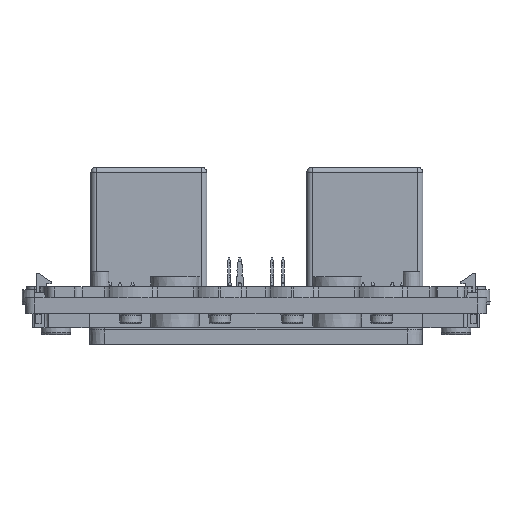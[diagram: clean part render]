
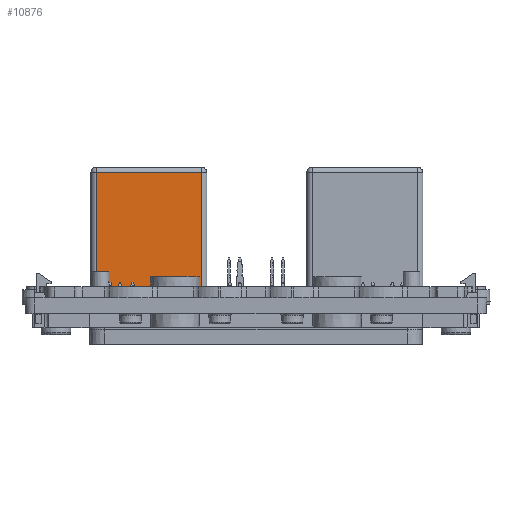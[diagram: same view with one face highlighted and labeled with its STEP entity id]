
A CAD part, left-side view. The second image highlights one B-rep face of the part: STEP entity #10876.
In plain terms, the highlighted planar face has unit normal (-1, 0, 0).
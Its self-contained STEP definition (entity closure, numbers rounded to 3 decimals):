
#10876 = ADVANCED_FACE( '', ( #22459 ), #22460, .F. );
#22459 = FACE_OUTER_BOUND( '', #34527, .T. );
#22460 = PLANE( '', #34528 );
#34527 = EDGE_LOOP( '', ( #68939, #68940, #68941, #68942 ) );
#34528 = AXIS2_PLACEMENT_3D( '', #68943, #68944, #68945 );
#68939 = ORIENTED_EDGE( '', *, *, #80609, .F. );
#68940 = ORIENTED_EDGE( '', *, *, #81729, .F. );
#68941 = ORIENTED_EDGE( '', *, *, #76867, .F. );
#68942 = ORIENTED_EDGE( '', *, *, #74998, .F. );
#68943 = CARTESIAN_POINT( '', ( -34., -8.6, 14. ) );
#68944 = DIRECTION( '', ( 1., 0., 0. ) );
#68945 = DIRECTION( '', ( 0., 0., 1. ) );
#74998 = EDGE_CURVE( '', #91792, #92605, #92607, .T. );
#76867 = EDGE_CURVE( '', #92605, #95567, #95568, .T. );
#80609 = EDGE_CURVE( '', #100714, #91792, #100716, .T. );
#81729 = EDGE_CURVE( '', #95567, #100714, #102082, .T. );
#91792 = VERTEX_POINT( '', #115806 );
#92605 = VERTEX_POINT( '', #117062 );
#92607 = LINE( '', #117064, #117065 );
#95567 = VERTEX_POINT( '', #121549 );
#95568 = LINE( '', #121550, #121551 );
#100714 = VERTEX_POINT( '', #129465 );
#100716 = LINE( '', #129467, #129468 );
#102082 = LINE( '', #131567, #131568 );
#115806 = CARTESIAN_POINT( '', ( -34., -7.35, 45.5 ) );
#117062 = CARTESIAN_POINT( '', ( -34., -7.35, 14. ) );
#117064 = CARTESIAN_POINT( '', ( -34., -7.35, 14. ) );
#117065 = VECTOR( '', #140185, 1000. );
#121549 = CARTESIAN_POINT( '', ( -34., 21.65, 14. ) );
#121550 = CARTESIAN_POINT( '', ( -34., -8.6, 14. ) );
#121551 = VECTOR( '', #142372, 1000. );
#129465 = CARTESIAN_POINT( '', ( -34., 21.65, 45.5 ) );
#129467 = CARTESIAN_POINT( '', ( -34., -8.6, 45.5 ) );
#129468 = VECTOR( '', #146469, 1000. );
#131567 = CARTESIAN_POINT( '', ( -34., 21.65, 14. ) );
#131568 = VECTOR( '', #147580, 1000. );
#140185 = DIRECTION( '', ( 0., 0., -1. ) );
#142372 = DIRECTION( '', ( 0., 1., 0. ) );
#146469 = DIRECTION( '', ( 0., -1., 0. ) );
#147580 = DIRECTION( '', ( 0., 0., 1. ) );
